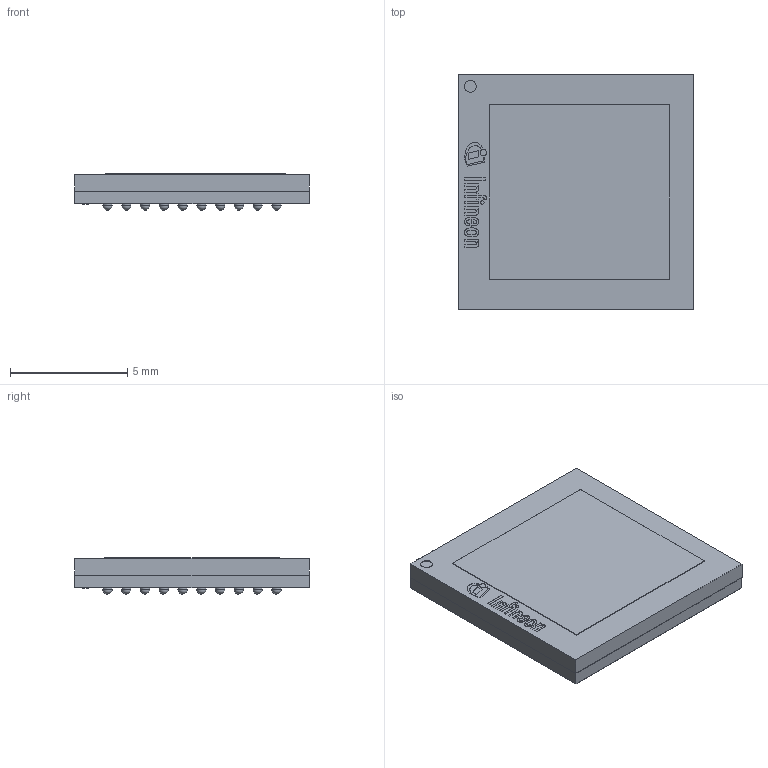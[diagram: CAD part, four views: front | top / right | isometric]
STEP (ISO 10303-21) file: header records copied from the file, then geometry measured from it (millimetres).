
FILE_DESCRIPTION(/* description */ (''),/* implementation_level */ '2;1');
FILE_NAME(/* name */ 'PG-LFBGA-84-1_Z8B00171183_V10_3D.stp',/* time_stamp */ '2021-05-07T22:54:15+05:00',/* author */ ('janartha'),/* organization */ (''),/* preprocessor_version */ 'ST-DEVELOPER v16.13',/* originating_system */ 'AutoCAD Mechanical',/* authorisation */ '');
FILE_SCHEMA (('AUTOMOTIVE_DESIGN { 1 0 10303 214 3 1 1 }'));
Length unit declared in the file: millimetre
Products named in the file (1): Product
Bounding box: 10 x 10 x 1.55 mm (x, y, z)
Volume: 123.7 mm3; surface area: 853.1 mm2
Topology: 103 solids, 103 shells, 411 faces, 864 edges, 576 vertices
Faces by surface type: plane 219, cylinder 90, sphere 84, bspline 18
Full cylindrical faces by diameter (mm): 0.139 x1, 0.279 x1, 0.4 x84, 0.5 x2
Entity records: 8715 total; most frequent: CARTESIAN_POINT 1718, DIRECTION 1456, ORIENTED_EDGE 1048, AXIS2_PLACEMENT_3D 574, EDGE_CURVE 524, EDGE_LOOP 506, FACE_OUTER_BOUND 411, ADVANCED_FACE 411
